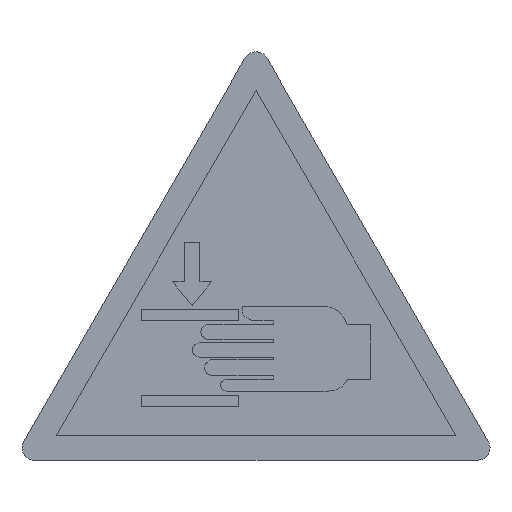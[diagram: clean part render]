
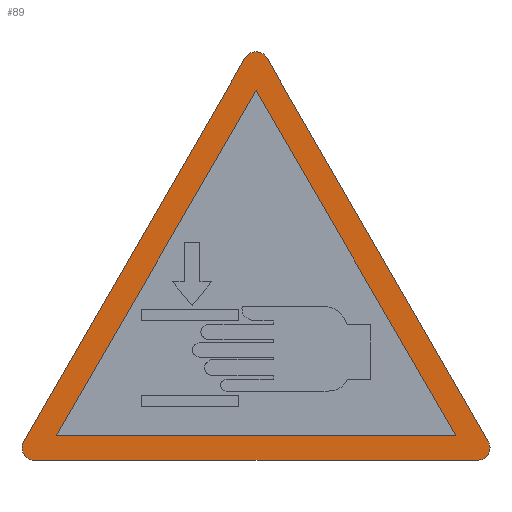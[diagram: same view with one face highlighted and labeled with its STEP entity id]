
A CAD part, top view. The second image highlights one B-rep face of the part: STEP entity #89.
In plain terms, the highlighted planar face has unit normal (0, 0, 1).
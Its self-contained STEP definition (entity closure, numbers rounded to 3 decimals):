
#10 = B_SPLINE_CURVE_WITH_KNOTS ( 'NONE', 3,
 ( #745, #194, #379, #307, #843, #405 ),
 .UNSPECIFIED., .F., .F.,
 ( 4, 1, 1, 4 ),
 ( 0., 0.334, 0.665, 1. ),
 .UNSPECIFIED. ) ;
#15 = ORIENTED_EDGE ( 'NONE', *, *, #133, .T. ) ;
#19 = EDGE_CURVE ( 'NONE', #471, #71, #375, .T. ) ;
#20 = CARTESIAN_POINT ( 'NONE',  ( 14.891, 1.201, 0.2 ) ) ;
#27 = CARTESIAN_POINT ( 'NONE',  ( -14.196, 0., 0.2 ) ) ;
#32 = ORIENTED_EDGE ( 'NONE', *, *, #492, .T. ) ;
#39 = AXIS2_PLACEMENT_3D ( 'NONE', #588, #706, #599 ) ;
#41 = CARTESIAN_POINT ( 'NONE',  ( 0.093, 26.181, 0.2 ) ) ;
#45 = CARTESIAN_POINT ( 'NONE',  ( -12.8, 1.605, 0.2 ) ) ;
#58 = CARTESIAN_POINT ( 'NONE',  ( 15.008, 0.946, 0.2 ) ) ;
#67 = VERTEX_POINT ( 'NONE', #303 ) ;
#71 = VERTEX_POINT ( 'NONE', #438 ) ;
#77 = CARTESIAN_POINT ( 'NONE',  ( -11.689, 6.748, 0.2 ) ) ;
#82 = CARTESIAN_POINT ( 'NONE',  ( 0.279, 26.162, 0.2 ) ) ;
#89 = ADVANCED_FACE ( 'NONE', ( #467, #689 ), #532, .T. ) ;
#119 = ORIENTED_EDGE ( 'NONE', *, *, #593, .T. ) ;
#120 = CARTESIAN_POINT ( 'NONE',  ( -15.004, 0.657, 0.2 ) ) ;
#131 = DIRECTION ( 'NONE',  ( 0.502, -0.865, 0. ) ) ;
#132 = EDGE_CURVE ( 'NONE', #693, #753, #566, .T. ) ;
#133 = EDGE_CURVE ( 'NONE', #71, #819, #10, .T. ) ;
#144 = CARTESIAN_POINT ( 'NONE',  ( 14.93, 1.115, 0.2 ) ) ;
#186 = CARTESIAN_POINT ( 'NONE',  ( -14.722, 0.175, 0.2 ) ) ;
#192 = B_SPLINE_CURVE_WITH_KNOTS ( 'NONE', 3,
 ( #861, #521, #787, #762, #508, #309, #58, #144, #20 ),
 .UNSPECIFIED., .F., .F.,
 ( 4, 1, 1, 1, 1, 1, 4 ),
 ( 0., 0.167, 0.333, 0.5, 0.669, 0.833, 1. ),
 .UNSPECIFIED. ) ;
#194 = CARTESIAN_POINT ( 'NONE',  ( -0.093, 26.181, 0.2 ) ) ;
#224 = CARTESIAN_POINT ( 'NONE',  ( 0.53, 26.018, 0.2 ) ) ;
#227 = CARTESIAN_POINT ( 'NONE',  ( 0.64, 25.867, 0.2 ) ) ;
#237 = CARTESIAN_POINT ( 'NONE',  ( 0.695, 25.791, 0.2 ) ) ;
#271 = CARTESIAN_POINT ( 'NONE',  ( 0., 1.605, 0.2 ) ) ;
#279 = CARTESIAN_POINT ( 'NONE',  ( -14.475, 0.028, 0.2 ) ) ;
#294 = EDGE_LOOP ( 'NONE', ( #469, #397, #769 ) ) ;
#299 = LINE ( 'NONE', #384, #300 ) ;
#300 = VECTOR ( 'NONE', #809, 1000. ) ;
#301 = LINE ( 'NONE', #271, #496 ) ;
#303 = CARTESIAN_POINT ( 'NONE',  ( -14.196, 0., 0.2 ) ) ;
#307 = CARTESIAN_POINT ( 'NONE',  ( -0.529, 26.016, 0.2 ) ) ;
#309 = CARTESIAN_POINT ( 'NONE',  ( 15.003, 0.659, 0.2 ) ) ;
#310 = EDGE_CURVE ( 'NONE', #788, #471, #299, .T. ) ;
#313 = VERTEX_POINT ( 'NONE', #45 ) ;
#317 = ORIENTED_EDGE ( 'NONE', *, *, #310, .T. ) ;
#375 = B_SPLINE_CURVE_WITH_KNOTS ( 'NONE', 3,
 ( #445, #227, #224, #82, #41, #725 ),
 .UNSPECIFIED., .F., .F.,
 ( 4, 1, 1, 4 ),
 ( 0., 0.336, 0.666, 1. ),
 .UNSPECIFIED. ) ;
#379 = CARTESIAN_POINT ( 'NONE',  ( -0.278, 26.161, 0.2 ) ) ;
#384 = CARTESIAN_POINT ( 'NONE',  ( 11.689, 6.748, 0.2 ) ) ;
#386 = CARTESIAN_POINT ( 'NONE',  ( 0., 0., 0.2 ) ) ;
#397 = ORIENTED_EDGE ( 'NONE', *, *, #528, .T. ) ;
#398 = CARTESIAN_POINT ( 'NONE',  ( -15.008, 0.943, 0.2 ) ) ;
#405 = CARTESIAN_POINT ( 'NONE',  ( -0.695, 25.791, 0.2 ) ) ;
#438 = CARTESIAN_POINT ( 'NONE',  ( 0., 26.191, 0.2 ) ) ;
#445 = CARTESIAN_POINT ( 'NONE',  ( 0.695, 25.791, 0.2 ) ) ;
#463 = CARTESIAN_POINT ( 'NONE',  ( -0.695, 25.791, 0.2 ) ) ;
#467 = FACE_OUTER_BOUND ( 'NONE', #717, .T. ) ;
#469 = ORIENTED_EDGE ( 'NONE', *, *, #723, .T. ) ;
#471 = VERTEX_POINT ( 'NONE', #237 ) ;
#478 = CARTESIAN_POINT ( 'NONE',  ( 12.811, 1.605, 0.2 ) ) ;
#489 = DIRECTION ( 'NONE',  ( -0.5, -0.866, 0. ) ) ;
#492 = EDGE_CURVE ( 'NONE', #564, #67, #789, .T. ) ;
#496 = VECTOR ( 'NONE', #793, 1000. ) ;
#508 = CARTESIAN_POINT ( 'NONE',  ( 14.907, 0.392, 0.2 ) ) ;
#509 = EDGE_CURVE ( 'NONE', #67, #839, #510, .T. ) ;
#510 = LINE ( 'NONE', #386, #675 ) ;
#521 = CARTESIAN_POINT ( 'NONE',  ( 14.289, 0.01, 0.2 ) ) ;
#528 = EDGE_CURVE ( 'NONE', #313, #693, #720, .T. ) ;
#532 = PLANE ( 'NONE',  #39 ) ;
#539 = CARTESIAN_POINT ( 'NONE',  ( -14.93, 1.114, 0.2 ) ) ;
#540 = CARTESIAN_POINT ( 'NONE',  ( -10.275, 5.958, 0.2 ) ) ;
#564 = VERTEX_POINT ( 'NONE', #760 ) ;
#566 = LINE ( 'NONE', #751, #676 ) ;
#581 = ORIENTED_EDGE ( 'NONE', *, *, #19, .T. ) ;
#588 = CARTESIAN_POINT ( 'NONE',  ( 0., 0., 0.2 ) ) ;
#593 = EDGE_CURVE ( 'NONE', #819, #564, #807, .T. ) ;
#599 = DIRECTION ( 'NONE',  ( 1., 0., 0. ) ) ;
#620 = ORIENTED_EDGE ( 'NONE', *, *, #756, .T. ) ;
#622 = CARTESIAN_POINT ( 'NONE',  ( -14.891, 1.201, 0.2 ) ) ;
#624 = CARTESIAN_POINT ( 'NONE',  ( 14.891, 1.201, 0.2 ) ) ;
#635 = VECTOR ( 'NONE', #489, 1000. ) ;
#641 = DIRECTION ( 'NONE',  ( 0.502, 0.865, 0. ) ) ;
#662 = DIRECTION ( 'NONE',  ( 1., 0., 0. ) ) ;
#673 = CARTESIAN_POINT ( 'NONE',  ( -14.905, 0.391, 0.2 ) ) ;
#675 = VECTOR ( 'NONE', #662, 1000. ) ;
#676 = VECTOR ( 'NONE', #131, 1000. ) ;
#683 = CARTESIAN_POINT ( 'NONE',  ( 14.196, 0., 0.2 ) ) ;
#686 = CARTESIAN_POINT ( 'NONE',  ( 0.005, 23.688, 0.2 ) ) ;
#689 = FACE_BOUND ( 'NONE', #294, .T. ) ;
#692 = CARTESIAN_POINT ( 'NONE',  ( -14.289, 0.009, 0.2 ) ) ;
#693 = VERTEX_POINT ( 'NONE', #686 ) ;
#706 = DIRECTION ( 'NONE',  ( 0., 0., 1. ) ) ;
#717 = EDGE_LOOP ( 'NONE', ( #317, #581, #15, #119, #32, #832, #620 ) ) ;
#720 = LINE ( 'NONE', #540, #829 ) ;
#723 = EDGE_CURVE ( 'NONE', #753, #313, #301, .T. ) ;
#725 = CARTESIAN_POINT ( 'NONE',  ( 0., 26.191, 0.2 ) ) ;
#745 = CARTESIAN_POINT ( 'NONE',  ( 0., 26.191, 0.2 ) ) ;
#751 = CARTESIAN_POINT ( 'NONE',  ( 10.283, 5.963, 0.2 ) ) ;
#753 = VERTEX_POINT ( 'NONE', #478 ) ;
#756 = EDGE_CURVE ( 'NONE', #839, #788, #192, .T. ) ;
#760 = CARTESIAN_POINT ( 'NONE',  ( -14.891, 1.201, 0.2 ) ) ;
#762 = CARTESIAN_POINT ( 'NONE',  ( 14.721, 0.177, 0.2 ) ) ;
#769 = ORIENTED_EDGE ( 'NONE', *, *, #132, .T. ) ;
#787 = CARTESIAN_POINT ( 'NONE',  ( 14.475, 0.029, 0.2 ) ) ;
#788 = VERTEX_POINT ( 'NONE', #624 ) ;
#789 = B_SPLINE_CURVE_WITH_KNOTS ( 'NONE', 3,
 ( #622, #539, #398, #120, #673, #186, #279, #692, #27 ),
 .UNSPECIFIED., .F., .F.,
 ( 4, 1, 1, 1, 1, 1, 4 ),
 ( 0., 0.168, 0.333, 0.5, 0.668, 0.833, 1. ),
 .UNSPECIFIED. ) ;
#793 = DIRECTION ( 'NONE',  ( -1., 0., 0. ) ) ;
#807 = LINE ( 'NONE', #77, #635 ) ;
#809 = DIRECTION ( 'NONE',  ( -0.5, 0.866, 0. ) ) ;
#819 = VERTEX_POINT ( 'NONE', #463 ) ;
#829 = VECTOR ( 'NONE', #641, 1000. ) ;
#832 = ORIENTED_EDGE ( 'NONE', *, *, #509, .T. ) ;
#839 = VERTEX_POINT ( 'NONE', #683 ) ;
#843 = CARTESIAN_POINT ( 'NONE',  ( -0.64, 25.866, 0.2 ) ) ;
#861 = CARTESIAN_POINT ( 'NONE',  ( 14.196, 0., 0.2 ) ) ;
